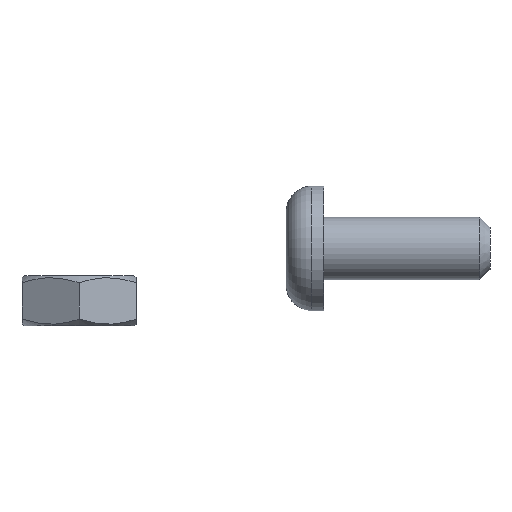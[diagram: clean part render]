
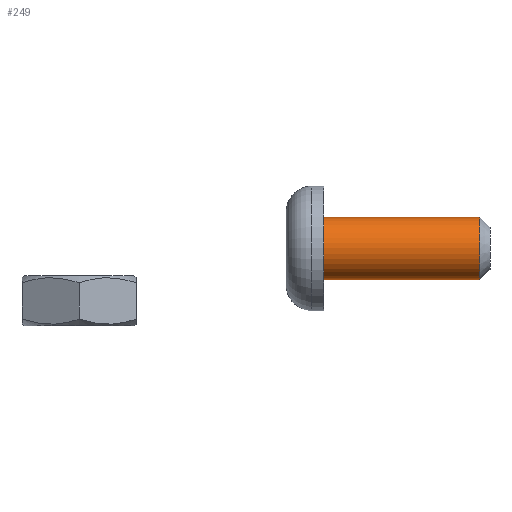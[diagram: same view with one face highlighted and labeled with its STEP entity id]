
A CAD part, front view. The second image highlights one B-rep face of the part: STEP entity #249.
In plain terms, the highlighted cylindrical face has radius 1.5 mm (diameter 3 mm), a full revolution.
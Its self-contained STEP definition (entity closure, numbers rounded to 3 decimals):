
#249=ADVANCED_FACE('',(#455,#457),#459,.T.);
#455=FACE_OUTER_BOUND('',#456,.T.);
#456=EDGE_LOOP('',(#616));
#457=FACE_OUTER_BOUND('',#458,.T.);
#458=EDGE_LOOP('',(#617));
#459=CYLINDRICAL_SURFACE('',#460,1.5);
#460=AXIS2_PLACEMENT_3D('',#461,#462,#463);
#461=CARTESIAN_POINT('',(8.,0.,0.));
#462=DIRECTION('',(-1.,0.,0.));
#463=DIRECTION('',(0.,0.,-1.));
#616=ORIENTED_EDGE('',*,*,#685,.T.);
#617=ORIENTED_EDGE('',*,*,#684,.F.);
#684=EDGE_CURVE('',#737,#737,#738,.T.);
#685=EDGE_CURVE('',#739,#739,#740,.T.);
#737=VERTEX_POINT('',#946);
#738=CIRCLE('',#947,1.5);
#739=VERTEX_POINT('',#951);
#740=CIRCLE('',#952,1.5);
#946=CARTESIAN_POINT('',(0.,0.,-1.5));
#947=AXIS2_PLACEMENT_3D('',#948,#949,#950);
#948=CARTESIAN_POINT('',(0.,0.,0.));
#949=DIRECTION('',(-1.,0.,0.));
#950=DIRECTION('',(0.,0.,-1.));
#951=CARTESIAN_POINT('',(7.5,0.,-1.5));
#952=AXIS2_PLACEMENT_3D('',#953,#954,#955);
#953=CARTESIAN_POINT('',(7.5,0.,0.));
#954=DIRECTION('',(-1.,0.,0.));
#955=DIRECTION('',(0.,0.,-1.));
